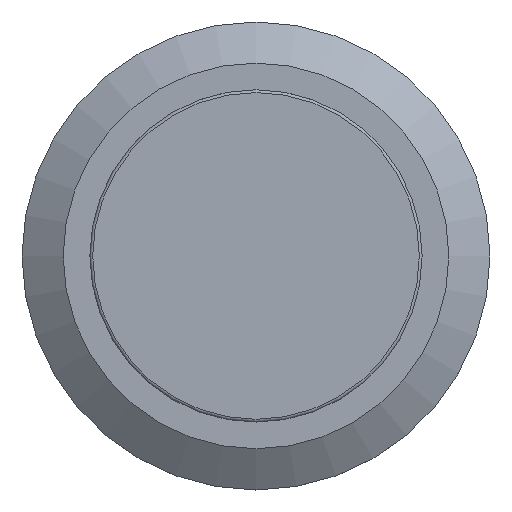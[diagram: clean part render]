
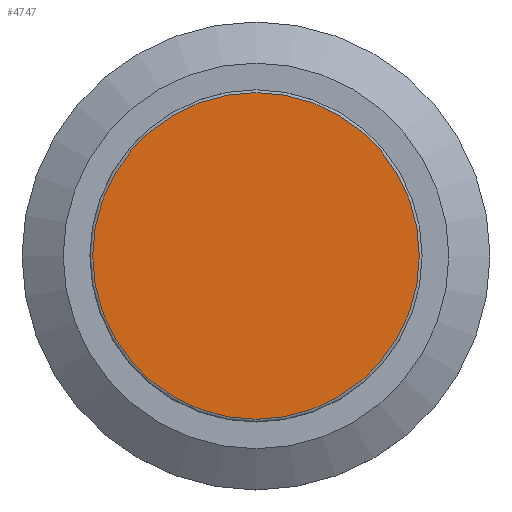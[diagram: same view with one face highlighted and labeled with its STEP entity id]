
A CAD part, top view. The second image highlights one B-rep face of the part: STEP entity #4747.
In plain terms, the highlighted planar face has unit normal (0, 0, 1).
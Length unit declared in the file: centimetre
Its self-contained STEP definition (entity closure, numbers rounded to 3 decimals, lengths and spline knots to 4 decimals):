
#307=PLANE('',#5088);
#576=FACE_OUTER_BOUND('',#849,.T.);
#849=EDGE_LOOP('',(#4432));
#1919=CIRCLE('',#5086,0.8725);
#2376=VERTEX_POINT('',#8205);
#3063=EDGE_CURVE('',#2376,#2376,#1919,.T.);
#4432=ORIENTED_EDGE('',*,*,#3063,.F.);
#4747=ADVANCED_FACE('',(#576),#307,.F.);
#5086=AXIS2_PLACEMENT_3D('',#8207,#6195,#6196);
#5088=AXIS2_PLACEMENT_3D('',#8209,#6199,#6200);
#6195=DIRECTION('center_axis',(0.,0.,-1.));
#6196=DIRECTION('ref_axis',(1.,0.,0.));
#6199=DIRECTION('center_axis',(0.,0.,-1.));
#6200=DIRECTION('ref_axis',(1.,0.,0.));
#8205=CARTESIAN_POINT('',(-0.8725,0.,0.2));
#8207=CARTESIAN_POINT('Origin',(0.,0.,0.2));
#8209=CARTESIAN_POINT('Origin',(0.,0.,0.2));
